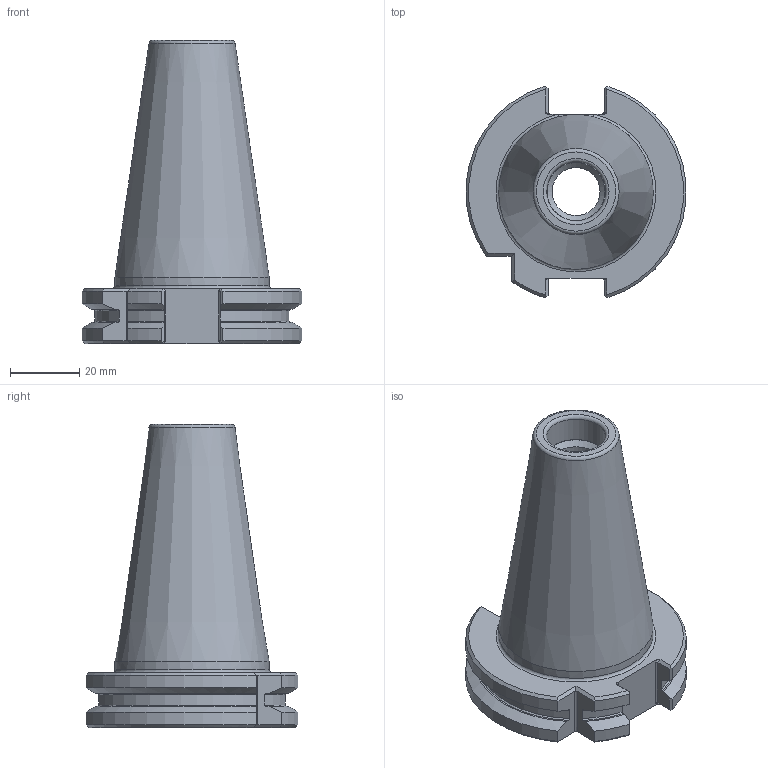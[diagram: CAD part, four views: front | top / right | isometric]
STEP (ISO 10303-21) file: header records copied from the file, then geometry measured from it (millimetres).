
FILE_DESCRIPTION(/* description */ (''),/* implementation_level */ '2;1');
FILE_NAME(/* name */ '224013207.stp',/* time_stamp */ '2021-01-08T12:43:36',/* author */ ('LRA'),/* organization */ ('REGO-FIX'),/* preprocessor_version */ ' Unknown',/* originating_system */ 'SIEMENS PLM Software Solid Edge ST10',/* authorization */ 'Unknown');
FILE_SCHEMA (('AUTOMOTIVE_DESIGN { 1 0 10303 214 2 1 1}'));
Length unit declared in the file: millimetre
Products named in the file (1): NOCUT
Bounding box: 63.35 x 61.01 x 87.3 mm (x, y, z)
Volume: 68848 mm3; surface area: 23082.6 mm2
Topology: 1 solids, 1 shells, 107 faces, 285 edges, 182 vertices
Faces by surface type: plane 40, cylinder 30, cone 21, torus 12, bspline 4
Full cylindrical faces by diameter (mm): 5 x2, 13.835 x1, 17 x1, 23.5 x1, 40.5 x1, 44.45 x1
Entity records: 5108 total; most frequent: CARTESIAN_POINT 1863, ORIENTED_EDGE 512, DIRECTION 494, EDGE_CURVE 256, AXIS2_PLACEMENT_3D 194, VERTEX_POINT 175, FACE_BOUND 133, EDGE_LOOP 131
